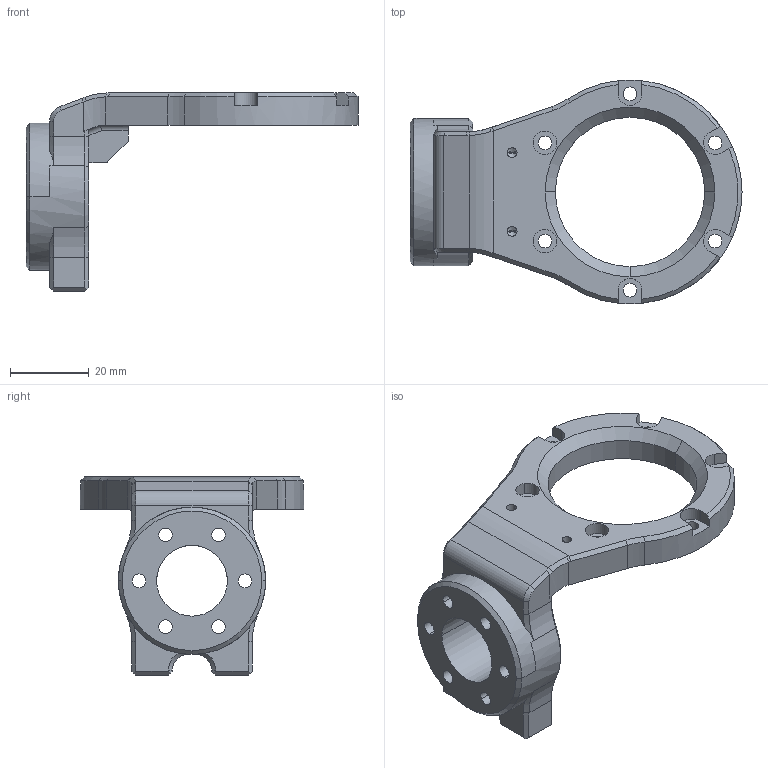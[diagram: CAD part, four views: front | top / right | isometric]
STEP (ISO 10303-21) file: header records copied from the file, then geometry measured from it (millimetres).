
FILE_DESCRIPTION (( 'STEP AP214' ), '1' );
FILE_NAME ('atom忒旋 - 萵掛 (5).STEP', '2025-09-15T23:23:28', ( '' ), ( '' ), 'SwSTEP 2.0', 'SolidWorks 2021', '' );
FILE_SCHEMA (( 'AUTOMOTIVE_DESIGN' ));
Length unit declared in the file: millimetre
Products named in the file (1): atom忒旋 - 萵掛 (5)
Bounding box: 84.5 x 56.96 x 50.45 mm (x, y, z)
Surface area: 13415.2 mm2 (no closed solid volume)
Topology: 0 solids, 5 shells, 203 faces, 531 edges, 337 vertices
Faces by surface type: cylinder 85, plane 72, cone 40, bspline 6
Entity records: 9083 total; most frequent: CARTESIAN_POINT 2040, ORIENTED_EDGE 1030, DIRECTION 1028, EDGE_CURVE 523, AXIS2_PLACEMENT_3D 390, VERTEX_POINT 337, VECTOR 248, LINE 248
